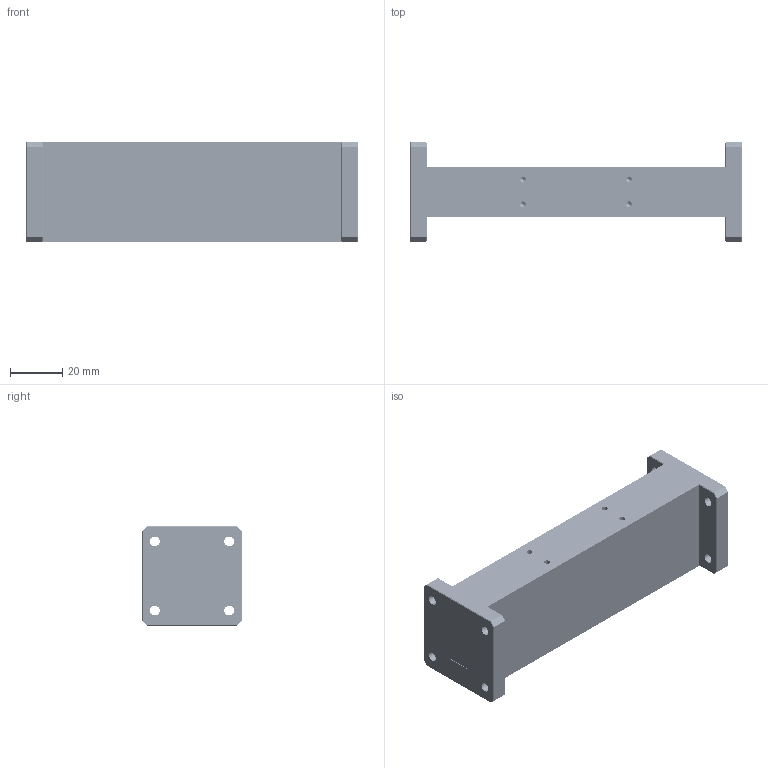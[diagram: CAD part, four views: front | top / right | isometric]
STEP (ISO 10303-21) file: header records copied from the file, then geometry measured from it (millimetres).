
FILE_DESCRIPTION (( 'STEP AP203' ), '1' );
FILE_NAME ('SWF-15318340-75-L1.STEP', '2018-11-06T01:48:33', ( '' ), ( '' ), 'SwSTEP 2.0', 'SolidWorks 2016', '' );
FILE_SCHEMA (( 'CONFIG_CONTROL_DESIGN' ));
Products named in the file (1): SWF-15318340-75-L1
Bounding box: 127 x 38.1 x 38.1 mm (x, y, z)
Volume: 99173.6 mm3; surface area: 39325.8 mm2
Topology: 30 solids, 30 shells, 3022 faces, 8128 edges, 5200 vertices
Faces by surface type: cylinder 2200, cone 408, plane 366, bspline 48
Entity records: 139293 total; most frequent: CARTESIAN_POINT 75551, ORIENTED_EDGE 16096, DIRECTION 10806, EDGE_CURVE 8048, VERTEX_POINT 5200, AXIS2_PLACEMENT_3D 3935, EDGE_LOOP 3200, FACE_OUTER_BOUND 3022
